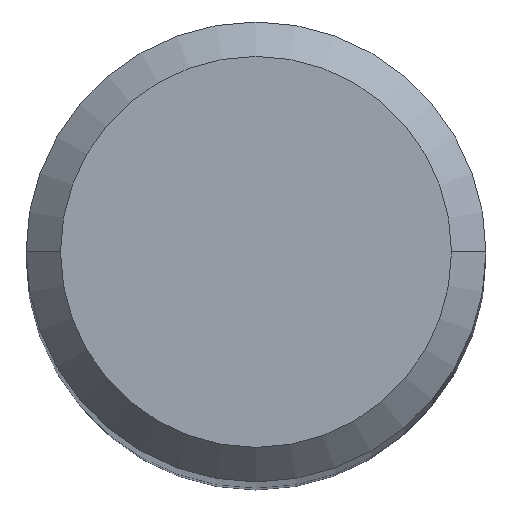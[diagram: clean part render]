
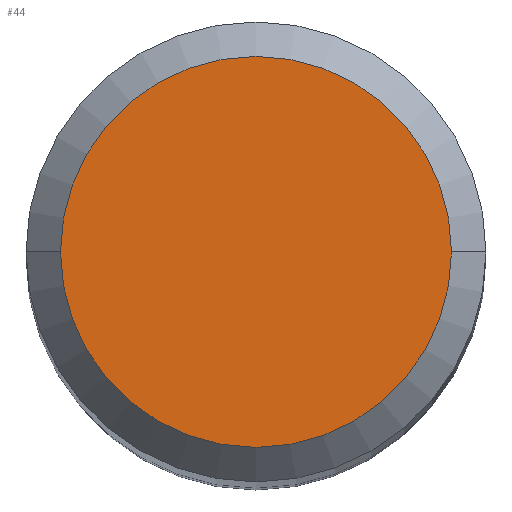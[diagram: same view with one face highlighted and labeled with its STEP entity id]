
A CAD part, top view. The second image highlights one B-rep face of the part: STEP entity #44.
In plain terms, the highlighted planar face has unit normal (0, 0, 1).
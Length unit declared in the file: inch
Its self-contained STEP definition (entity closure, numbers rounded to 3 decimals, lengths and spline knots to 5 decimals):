
#4 = DIRECTION ( 'NONE',  ( 0., 0., -1. ) ) ;
#11 = CIRCLE ( 'NONE', #408, 0.13387 ) ;
#20 = CARTESIAN_POINT ( 'NONE',  ( 0., 0., 0. ) ) ;
#44 = ADVANCED_FACE ( 'NONE', ( #101 ), #430, .F. ) ;
#46 = VERTEX_POINT ( 'NONE', #389 ) ;
#62 = CARTESIAN_POINT ( 'NONE',  ( 0., 0., 0. ) ) ;
#101 = FACE_OUTER_BOUND ( 'NONE', #301, .T. ) ;
#126 = ORIENTED_EDGE ( 'NONE', *, *, #388, .T. ) ;
#166 = DIRECTION ( 'NONE',  ( 0., 0., 1. ) ) ;
#175 = CARTESIAN_POINT ( 'NONE',  ( 0., 0., 0. ) ) ;
#176 = CIRCLE ( 'NONE', #277, 0.13387 ) ;
#192 = VERTEX_POINT ( 'NONE', #439 ) ;
#237 = DIRECTION ( 'NONE',  ( 1., 0., 0. ) ) ;
#246 = DIRECTION ( 'NONE',  ( -1., 0., 0. ) ) ;
#260 = AXIS2_PLACEMENT_3D ( 'NONE', #175, #4, #246 ) ;
#277 = AXIS2_PLACEMENT_3D ( 'NONE', #62, #166, #237 ) ;
#301 = EDGE_LOOP ( 'NONE', ( #126, #316 ) ) ;
#316 = ORIENTED_EDGE ( 'NONE', *, *, #428, .T. ) ;
#379 = DIRECTION ( 'NONE',  ( 0., 0., 1. ) ) ;
#388 = EDGE_CURVE ( 'NONE', #46, #192, #11, .T. ) ;
#389 = CARTESIAN_POINT ( 'NONE',  ( -0.13387, 0., 0. ) ) ;
#408 = AXIS2_PLACEMENT_3D ( 'NONE', #20, #379, #414 ) ;
#414 = DIRECTION ( 'NONE',  ( 1., 0., 0. ) ) ;
#428 = EDGE_CURVE ( 'NONE', #192, #46, #176, .T. ) ;
#430 = PLANE ( 'NONE',  #260 ) ;
#439 = CARTESIAN_POINT ( 'NONE',  ( 0.13387, 0., 0. ) ) ;
